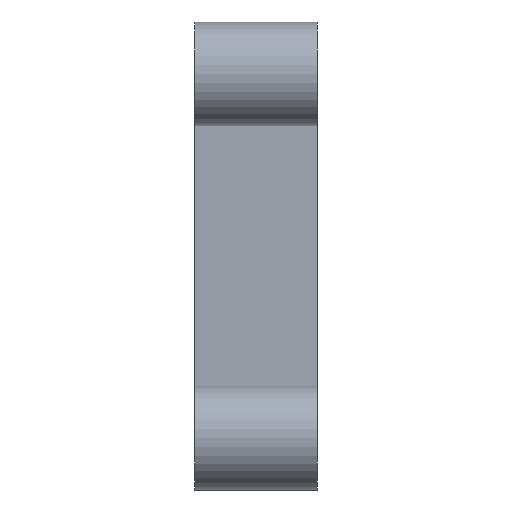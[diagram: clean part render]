
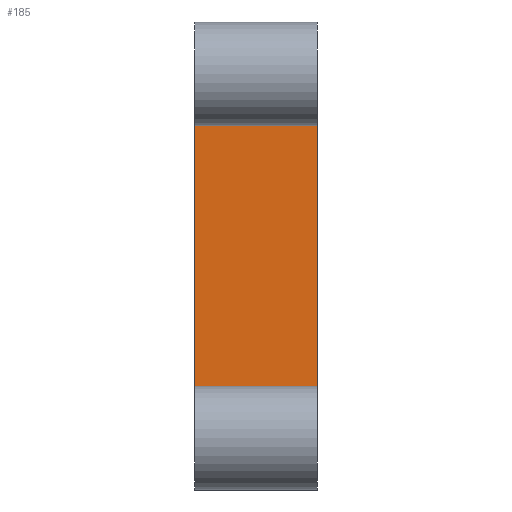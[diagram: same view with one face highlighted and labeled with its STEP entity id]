
A CAD part, left-side view. The second image highlights one B-rep face of the part: STEP entity #185.
In plain terms, the highlighted planar face has unit normal (-1, 0, 0).
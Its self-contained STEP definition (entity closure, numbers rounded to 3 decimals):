
#2 = CARTESIAN_POINT ( 'NONE',  ( -24.675, 8.25, -8.775 ) ) ;
#58 = VECTOR ( 'NONE', #716, 1000. ) ;
#62 = CARTESIAN_POINT ( 'NONE',  ( -24.675, 2., -12.275 ) ) ;
#182 = EDGE_CURVE ( 'NONE', #908, #996, #348, .T. ) ;
#185 = ADVANCED_FACE ( 'NONE', ( #1186 ), #357, .F. ) ;
#296 = ORIENTED_EDGE ( 'NONE', *, *, #182, .F. ) ;
#331 = LINE ( 'NONE', #731, #58 ) ;
#348 = LINE ( 'NONE', #634, #1035 ) ;
#357 = PLANE ( 'NONE',  #917 ) ;
#444 = DIRECTION ( 'NONE',  ( 0., -1., 0. ) ) ;
#506 = VERTEX_POINT ( 'NONE', #1191 ) ;
#513 = EDGE_CURVE ( 'NONE', #955, #506, #1052, .T. ) ;
#576 = EDGE_CURVE ( 'NONE', #506, #996, #866, .T. ) ;
#593 = EDGE_CURVE ( 'NONE', #955, #908, #331, .T. ) ;
#634 = CARTESIAN_POINT ( 'NONE',  ( -24.675, 18.149, 8.775 ) ) ;
#641 = ORIENTED_EDGE ( 'NONE', *, *, #576, .T. ) ;
#716 = DIRECTION ( 'NONE',  ( 0., 0., 1. ) ) ;
#731 = CARTESIAN_POINT ( 'NONE',  ( -24.675, 8.25, -12.275 ) ) ;
#788 = EDGE_LOOP ( 'NONE', ( #296, #863, #1119, #641 ) ) ;
#819 = DIRECTION ( 'NONE',  ( 0., 0., 1. ) ) ;
#852 = VECTOR ( 'NONE', #819, 1000. ) ;
#856 = DIRECTION ( 'NONE',  ( 0., 0., -1. ) ) ;
#863 = ORIENTED_EDGE ( 'NONE', *, *, #593, .F. ) ;
#866 = LINE ( 'NONE', #1231, #852 ) ;
#888 = DIRECTION ( 'NONE',  ( 0., -1., 0. ) ) ;
#908 = VERTEX_POINT ( 'NONE', #1280 ) ;
#917 = AXIS2_PLACEMENT_3D ( 'NONE', #62, #954, #856 ) ;
#954 = DIRECTION ( 'NONE',  ( 1., 0., 0. ) ) ;
#955 = VERTEX_POINT ( 'NONE', #2 ) ;
#995 = CARTESIAN_POINT ( 'NONE',  ( -24.675, 0., 8.775 ) ) ;
#996 = VERTEX_POINT ( 'NONE', #995 ) ;
#1035 = VECTOR ( 'NONE', #444, 1000. ) ;
#1052 = LINE ( 'NONE', #1287, #1211 ) ;
#1119 = ORIENTED_EDGE ( 'NONE', *, *, #513, .T. ) ;
#1186 = FACE_OUTER_BOUND ( 'NONE', #788, .T. ) ;
#1191 = CARTESIAN_POINT ( 'NONE',  ( -24.675, 0., -8.775 ) ) ;
#1211 = VECTOR ( 'NONE', #888, 1000. ) ;
#1231 = CARTESIAN_POINT ( 'NONE',  ( -24.675, 0., -12.275 ) ) ;
#1280 = CARTESIAN_POINT ( 'NONE',  ( -24.675, 8.25, 8.775 ) ) ;
#1287 = CARTESIAN_POINT ( 'NONE',  ( -24.675, 18.149, -8.775 ) ) ;
